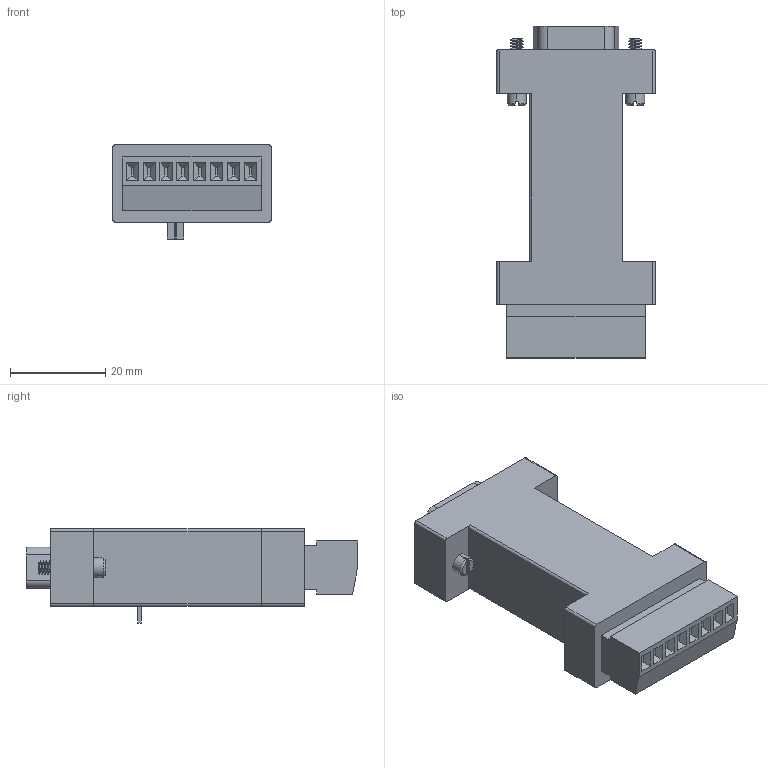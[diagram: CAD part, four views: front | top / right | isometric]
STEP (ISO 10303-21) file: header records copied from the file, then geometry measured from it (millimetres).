
FILE_DESCRIPTION (( 'STEP AP214' ), '1' );
FILE_NAME ('ZL-CMA15L.step', '2014-11-13T22:37:02', ( '' ), ( '' ), 'SwSTEP 2.0', 'SolidWorks 2014', '' );
FILE_SCHEMA (( 'AUTOMOTIVE_DESIGN' ));
Length unit declared in the file: inch
Products named in the file (1): ZL-CMA15L
Bounding box: 33.27 x 69.82 x 19.81 mm (x, y, z)
Volume: 25189.5 mm3; surface area: 7686.8 mm2
Topology: 1 solids, 1 shells, 311 faces, 755 edges, 502 vertices
Faces by surface type: plane 208, cylinder 85, cone 10, bspline 8
Entity records: 14290 total; most frequent: CARTESIAN_POINT 4485, ORIENTED_EDGE 1510, DIRECTION 1455, EDGE_CURVE 755, LINE 531, VECTOR 531, VERTEX_POINT 502, AXIS2_PLACEMENT_3D 462
